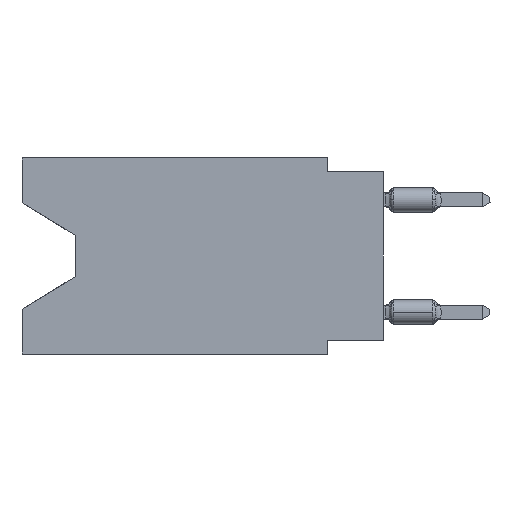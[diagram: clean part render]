
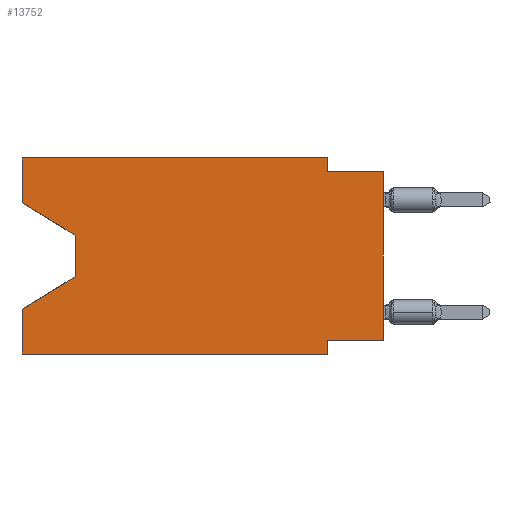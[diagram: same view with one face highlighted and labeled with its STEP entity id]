
A CAD part, left-side view. The second image highlights one B-rep face of the part: STEP entity #13752.
In plain terms, the highlighted planar face has unit normal (-1, 0, 0).
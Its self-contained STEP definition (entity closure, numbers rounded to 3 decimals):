
#52 = VECTOR ( 'NONE', #13677, 1000. ) ;
#162 = ORIENTED_EDGE ( 'NONE', *, *, #5911, .T. ) ;
#759 = EDGE_CURVE ( 'NONE', #14585, #18503, #18237, .T. ) ;
#818 = LINE ( 'NONE', #19393, #6741 ) ;
#901 = EDGE_CURVE ( 'NONE', #6259, #16924, #2539, .T. ) ;
#1199 = CARTESIAN_POINT ( 'NONE',  ( 0., 2.54, -8.255 ) ) ;
#1581 = ORIENTED_EDGE ( 'NONE', *, *, #2071, .T. ) ;
#2071 = EDGE_CURVE ( 'NONE', #5608, #15316, #18725, .T. ) ;
#2196 = VECTOR ( 'NONE', #4498, 1000. ) ;
#2425 = ORIENTED_EDGE ( 'NONE', *, *, #5134, .F. ) ;
#2539 = LINE ( 'NONE', #17802, #7726 ) ;
#2731 = EDGE_CURVE ( 'NONE', #11553, #15245, #818, .T. ) ;
#3196 = EDGE_LOOP ( 'NONE', ( #162, #16646, #1581, #2425, #7932, #14849, #3333, #6875, #9738, #15108, #17113, #3792 ) ) ;
#3333 = ORIENTED_EDGE ( 'NONE', *, *, #5654, .F. ) ;
#3376 = FACE_OUTER_BOUND ( 'NONE', #3196, .T. ) ;
#3653 = DIRECTION ( 'NONE',  ( 0., 0., 1. ) ) ;
#3663 = VECTOR ( 'NONE', #16989, 1000. ) ;
#3792 = ORIENTED_EDGE ( 'NONE', *, *, #759, .F. ) ;
#3824 = DIRECTION ( 'NONE',  ( 0., 0., 1. ) ) ;
#3983 = VECTOR ( 'NONE', #4009, 1000. ) ;
#4009 = DIRECTION ( 'NONE',  ( 0., 1., 0. ) ) ;
#4059 = EDGE_CURVE ( 'NONE', #18503, #9878, #18684, .T. ) ;
#4203 = CARTESIAN_POINT ( 'NONE',  ( 0., 0., -8.255 ) ) ;
#4498 = DIRECTION ( 'NONE',  ( 0., 0.855, -0.519 ) ) ;
#4561 = CARTESIAN_POINT ( 'NONE',  ( 0., 16.383, 0. ) ) ;
#4696 = PLANE ( 'NONE',  #7816 ) ;
#4771 = CARTESIAN_POINT ( 'NONE',  ( 0., 16.383, -6.852 ) ) ;
#5134 = EDGE_CURVE ( 'NONE', #17192, #15316, #6863, .T. ) ;
#5204 = VECTOR ( 'NONE', #10188, 1000. ) ;
#5529 = CARTESIAN_POINT ( 'NONE',  ( 0., 2.54, 0. ) ) ;
#5576 = DIRECTION ( 'NONE',  ( 0., 0., -1. ) ) ;
#5608 = VERTEX_POINT ( 'NONE', #10481 ) ;
#5654 = EDGE_CURVE ( 'NONE', #10796, #11553, #17847, .T. ) ;
#5775 = EDGE_CURVE ( 'NONE', #10796, #16924, #17503, .T. ) ;
#5911 = EDGE_CURVE ( 'NONE', #14585, #10245, #13048, .T. ) ;
#5924 = VECTOR ( 'NONE', #3824, 1000. ) ;
#6259 = VERTEX_POINT ( 'NONE', #18592 ) ;
#6741 = VECTOR ( 'NONE', #5576, 1000. ) ;
#6863 = LINE ( 'NONE', #13024, #5924 ) ;
#6875 = ORIENTED_EDGE ( 'NONE', *, *, #5775, .T. ) ;
#7095 = CARTESIAN_POINT ( 'NONE',  ( 0., 2.54, -8.89 ) ) ;
#7513 = CARTESIAN_POINT ( 'NONE',  ( 0., 16.383, -8.89 ) ) ;
#7726 = VECTOR ( 'NONE', #19201, 1000. ) ;
#7816 = AXIS2_PLACEMENT_3D ( 'NONE', #12573, #8022, #18716 ) ;
#7932 = ORIENTED_EDGE ( 'NONE', *, *, #15166, .T. ) ;
#8001 = EDGE_CURVE ( 'NONE', #9878, #6259, #17852, .T. ) ;
#8022 = DIRECTION ( 'NONE',  ( 1., 0., 0. ) ) ;
#8825 = LINE ( 'NONE', #7513, #52 ) ;
#9212 = CARTESIAN_POINT ( 'NONE',  ( 0., 16.383, -8.89 ) ) ;
#9583 = CARTESIAN_POINT ( 'NONE',  ( 0., 13.97, -3.505 ) ) ;
#9738 = ORIENTED_EDGE ( 'NONE', *, *, #901, .F. ) ;
#9836 = VECTOR ( 'NONE', #11542, 1000. ) ;
#9878 = VERTEX_POINT ( 'NONE', #17284 ) ;
#10188 = DIRECTION ( 'NONE',  ( 0., 0., -1. ) ) ;
#10245 = VERTEX_POINT ( 'NONE', #9583 ) ;
#10476 = VECTOR ( 'NONE', #3653, 1000. ) ;
#10481 = CARTESIAN_POINT ( 'NONE',  ( 0., 13.97, -5.385 ) ) ;
#10781 = CARTESIAN_POINT ( 'NONE',  ( 0., 0., 0. ) ) ;
#10796 = VERTEX_POINT ( 'NONE', #11679 ) ;
#11268 = CARTESIAN_POINT ( 'NONE',  ( 0., 0., -0.635 ) ) ;
#11542 = DIRECTION ( 'NONE',  ( 0., -0.855, -0.519 ) ) ;
#11553 = VERTEX_POINT ( 'NONE', #1199 ) ;
#11679 = CARTESIAN_POINT ( 'NONE',  ( 0., 0., -8.255 ) ) ;
#12531 = CARTESIAN_POINT ( 'NONE',  ( 0., 16.383, -2.038 ) ) ;
#12573 = CARTESIAN_POINT ( 'NONE',  ( 0., 16.383, 0. ) ) ;
#12858 = LINE ( 'NONE', #17402, #17949 ) ;
#12952 = CARTESIAN_POINT ( 'NONE',  ( 0., 16.383, -2.038 ) ) ;
#13024 = CARTESIAN_POINT ( 'NONE',  ( 0., 16.383, 0. ) ) ;
#13048 = LINE ( 'NONE', #12952, #9836 ) ;
#13357 = CARTESIAN_POINT ( 'NONE',  ( 0., 16.383, 0. ) ) ;
#13677 = DIRECTION ( 'NONE',  ( 0., -1., 0. ) ) ;
#13752 = ADVANCED_FACE ( 'NONE', ( #3376 ), #4696, .F. ) ;
#13872 = VECTOR ( 'NONE', #15118, 1000. ) ;
#14585 = VERTEX_POINT ( 'NONE', #12531 ) ;
#14849 = ORIENTED_EDGE ( 'NONE', *, *, #2731, .F. ) ;
#15108 = ORIENTED_EDGE ( 'NONE', *, *, #8001, .F. ) ;
#15118 = DIRECTION ( 'NONE',  ( 0., 0., 1. ) ) ;
#15166 = EDGE_CURVE ( 'NONE', #17192, #15245, #8825, .T. ) ;
#15216 = CARTESIAN_POINT ( 'NONE',  ( 0., 16.383, 0. ) ) ;
#15245 = VERTEX_POINT ( 'NONE', #7095 ) ;
#15316 = VERTEX_POINT ( 'NONE', #4771 ) ;
#16608 = EDGE_CURVE ( 'NONE', #10245, #5608, #12858, .T. ) ;
#16646 = ORIENTED_EDGE ( 'NONE', *, *, #16608, .T. ) ;
#16924 = VERTEX_POINT ( 'NONE', #11268 ) ;
#16989 = DIRECTION ( 'NONE',  ( 0., -1., 0. ) ) ;
#17113 = ORIENTED_EDGE ( 'NONE', *, *, #4059, .F. ) ;
#17192 = VERTEX_POINT ( 'NONE', #9212 ) ;
#17284 = CARTESIAN_POINT ( 'NONE',  ( 0., 2.54, 0. ) ) ;
#17402 = CARTESIAN_POINT ( 'NONE',  ( 0., 13.97, -3.505 ) ) ;
#17503 = LINE ( 'NONE', #10781, #10476 ) ;
#17802 = CARTESIAN_POINT ( 'NONE',  ( 0., 0., -0.635 ) ) ;
#17847 = LINE ( 'NONE', #4203, #3983 ) ;
#17852 = LINE ( 'NONE', #5529, #5204 ) ;
#17949 = VECTOR ( 'NONE', #19006, 1000. ) ;
#18237 = LINE ( 'NONE', #15216, #13872 ) ;
#18333 = CARTESIAN_POINT ( 'NONE',  ( 0., 13.97, -5.385 ) ) ;
#18503 = VERTEX_POINT ( 'NONE', #13357 ) ;
#18592 = CARTESIAN_POINT ( 'NONE',  ( 0., 2.54, -0.635 ) ) ;
#18684 = LINE ( 'NONE', #4561, #3663 ) ;
#18716 = DIRECTION ( 'NONE',  ( 0., 0., -1. ) ) ;
#18725 = LINE ( 'NONE', #18333, #2196 ) ;
#19006 = DIRECTION ( 'NONE',  ( 0., 0., -1. ) ) ;
#19201 = DIRECTION ( 'NONE',  ( 0., -1., 0. ) ) ;
#19393 = CARTESIAN_POINT ( 'NONE',  ( 0., 2.54, -8.89 ) ) ;
